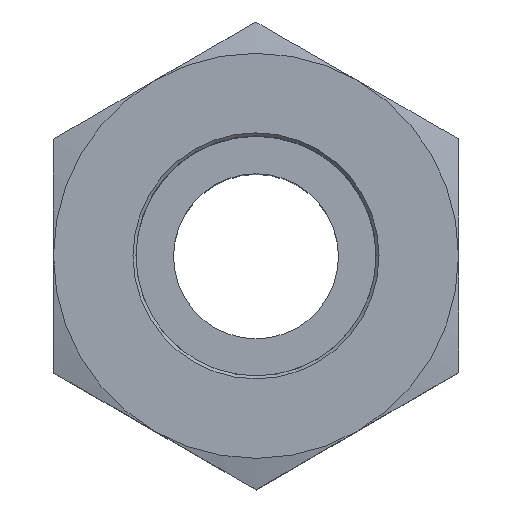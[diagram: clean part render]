
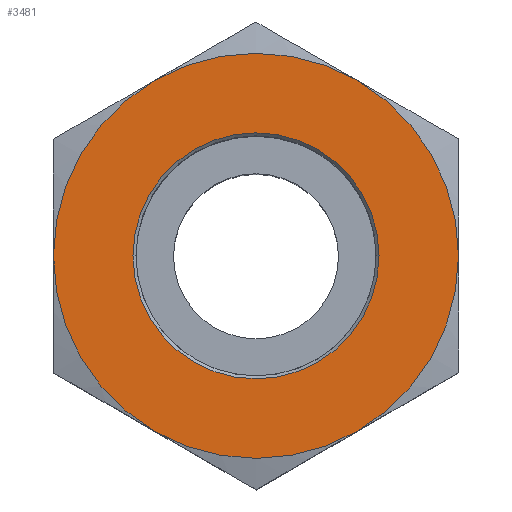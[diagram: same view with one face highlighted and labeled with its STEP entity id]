
A CAD part, top view. The second image highlights one B-rep face of the part: STEP entity #3481.
In plain terms, the highlighted planar face has unit normal (0, 0, 1).
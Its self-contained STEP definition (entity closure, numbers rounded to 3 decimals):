
#3242=CARTESIAN_POINT('',(13.5,0.,18.0));
#3243=VERTEX_POINT('',#3242);
#3296=CARTESIAN_POINT('',(6.75,11.691,18.0));
#3297=VERTEX_POINT('',#3296);
#3343=CARTESIAN_POINT('',(-6.75,11.691,18.0));
#3344=VERTEX_POINT('',#3343);
#3391=CARTESIAN_POINT('',(8.2,0.,18.0));
#3392=VERTEX_POINT('',#3391);
#3393=CARTESIAN_POINT('',(0.0,0.0,18.0));
#3394=DIRECTION('',(0.0,0.0,1.0));
#3395=DIRECTION('',(-1.0,0.0,0.0));
#3396=AXIS2_PLACEMENT_3D('',#3393,#3394,#3395);
#3397=CIRCLE('',#3396,8.2);
#3398=EDGE_CURVE('',#3392,#3392,#3397,.T.);
#3423=CARTESIAN_POINT('',(0.,0.0,18.0));
#3424=DIRECTION('',(0.0,0.0,1.0));
#3425=DIRECTION('',(1.0,0.0,0.0));
#3426=AXIS2_PLACEMENT_3D('',#3423,#3424,#3425);
#3427=PLANE('',#3426);
#3428=CARTESIAN_POINT('',(-6.75,-11.691,18.0));
#3429=VERTEX_POINT('',#3428);
#3430=CARTESIAN_POINT('',(6.75,-11.691,18.0));
#3431=VERTEX_POINT('',#3430);
#3432=CARTESIAN_POINT('',(0.0,0.0,18.0));
#3433=DIRECTION('',(0.0,0.0,1.0));
#3434=DIRECTION('',(-0.5,-0.866,0.0));
#3435=AXIS2_PLACEMENT_3D('',#3432,#3433,#3434);
#3436=CIRCLE('',#3435,13.5);
#3437=EDGE_CURVE('',#3429,#3431,#3436,.T.);
#3438=ORIENTED_EDGE('',*,*,#3437,.T.);
#3439=CARTESIAN_POINT('',(0.0,0.0,18.0));
#3440=DIRECTION('',(0.0,0.0,1.0));
#3441=DIRECTION('',(-0.5,-0.866,0.0));
#3442=AXIS2_PLACEMENT_3D('',#3439,#3440,#3441);
#3443=CIRCLE('',#3442,13.5);
#3444=EDGE_CURVE('',#3431,#3243,#3443,.T.);
#3445=ORIENTED_EDGE('',*,*,#3444,.T.);
#3446=CARTESIAN_POINT('',(0.0,0.0,18.0));
#3447=DIRECTION('',(0.0,0.0,1.0));
#3448=DIRECTION('',(-0.5,-0.866,0.0));
#3449=AXIS2_PLACEMENT_3D('',#3446,#3447,#3448);
#3450=CIRCLE('',#3449,13.5);
#3451=EDGE_CURVE('',#3243,#3297,#3450,.T.);
#3452=ORIENTED_EDGE('',*,*,#3451,.T.);
#3453=CARTESIAN_POINT('',(0.0,0.0,18.0));
#3454=DIRECTION('',(0.0,0.0,1.0));
#3455=DIRECTION('',(-0.5,-0.866,0.0));
#3456=AXIS2_PLACEMENT_3D('',#3453,#3454,#3455);
#3457=CIRCLE('',#3456,13.5);
#3458=EDGE_CURVE('',#3297,#3344,#3457,.T.);
#3459=ORIENTED_EDGE('',*,*,#3458,.T.);
#3460=CARTESIAN_POINT('',(-13.5,0.0,18.0));
#3461=VERTEX_POINT('',#3460);
#3462=CARTESIAN_POINT('',(0.0,0.0,18.0));
#3463=DIRECTION('',(0.0,0.0,1.0));
#3464=DIRECTION('',(-0.5,-0.866,0.0));
#3465=AXIS2_PLACEMENT_3D('',#3462,#3463,#3464);
#3466=CIRCLE('',#3465,13.5);
#3467=EDGE_CURVE('',#3344,#3461,#3466,.T.);
#3468=ORIENTED_EDGE('',*,*,#3467,.T.);
#3469=CARTESIAN_POINT('',(0.0,0.0,18.0));
#3470=DIRECTION('',(0.0,0.0,1.0));
#3471=DIRECTION('',(-0.5,-0.866,0.0));
#3472=AXIS2_PLACEMENT_3D('',#3469,#3470,#3471);
#3473=CIRCLE('',#3472,13.5);
#3474=EDGE_CURVE('',#3461,#3429,#3473,.T.);
#3475=ORIENTED_EDGE('',*,*,#3474,.T.);
#3476=EDGE_LOOP('',(#3438,#3445,#3452,#3459,#3468,#3475));
#3477=FACE_OUTER_BOUND('',#3476,.T.);
#3478=ORIENTED_EDGE('',*,*,#3398,.F.);
#3479=EDGE_LOOP('',(#3478));
#3480=FACE_BOUND('',#3479,.T.);
#3481=ADVANCED_FACE('',(#3477,#3480),#3427,.T.);
